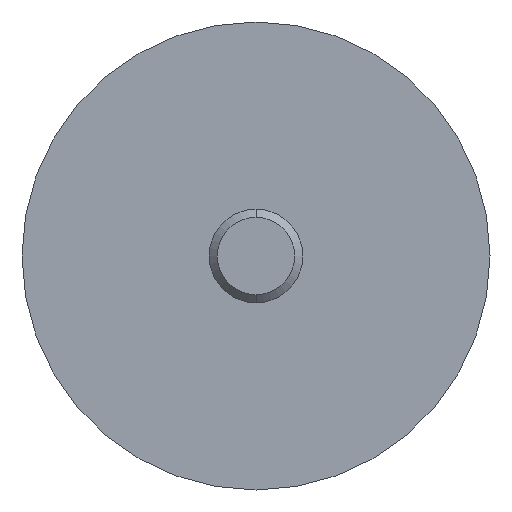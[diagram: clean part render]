
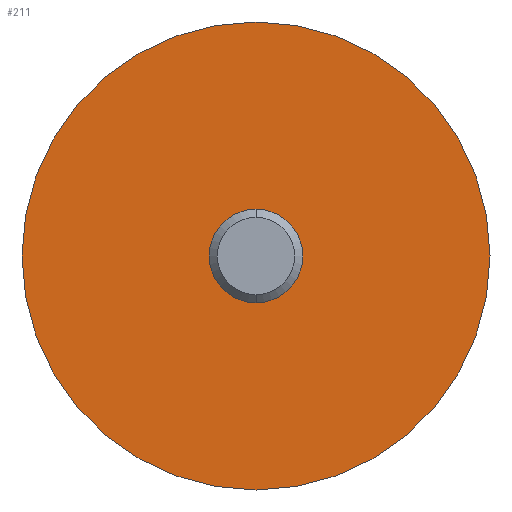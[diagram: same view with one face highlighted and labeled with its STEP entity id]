
A CAD part, front view. The second image highlights one B-rep face of the part: STEP entity #211.
In plain terms, the highlighted planar face has unit normal (0, -1, 0).
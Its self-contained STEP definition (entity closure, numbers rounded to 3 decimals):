
#8 = ORIENTED_EDGE ( 'NONE', *, *, #54, .F. ) ;
#23 = VERTEX_POINT ( 'NONE', #231 ) ;
#27 = VERTEX_POINT ( 'NONE', #40 ) ;
#33 = EDGE_LOOP ( 'NONE', ( #283, #8 ) ) ;
#37 = DIRECTION ( 'NONE',  ( 0., 0., 1. ) ) ;
#40 = CARTESIAN_POINT ( 'NONE',  ( 0., 0., 10. ) ) ;
#46 = DIRECTION ( 'NONE',  ( 0., 0., 1. ) ) ;
#49 = DIRECTION ( 'NONE',  ( 0., -1., 0. ) ) ;
#54 = EDGE_CURVE ( 'NONE', #27, #286, #224, .T. ) ;
#59 = DIRECTION ( 'NONE',  ( 0., 0., 1. ) ) ;
#60 = CARTESIAN_POINT ( 'NONE',  ( 0., 0., 0. ) ) ;
#77 = CIRCLE ( 'NONE', #172, 10. ) ;
#85 = CARTESIAN_POINT ( 'NONE',  ( 0., 0., -10. ) ) ;
#86 = PLANE ( 'NONE',  #94 ) ;
#94 = AXIS2_PLACEMENT_3D ( 'NONE', #111, #251, #59 ) ;
#101 = CARTESIAN_POINT ( 'NONE',  ( 0., 0., 0. ) ) ;
#104 = VERTEX_POINT ( 'NONE', #285 ) ;
#107 = EDGE_CURVE ( 'NONE', #104, #23, #183, .T. ) ;
#111 = CARTESIAN_POINT ( 'NONE',  ( 0., 0., 0. ) ) ;
#114 = EDGE_CURVE ( 'NONE', #23, #104, #116, .T. ) ;
#116 = CIRCLE ( 'NONE', #210, 2. ) ;
#118 = CARTESIAN_POINT ( 'NONE',  ( 0., 0., 0. ) ) ;
#147 = EDGE_CURVE ( 'NONE', #286, #27, #77, .T. ) ;
#152 = DIRECTION ( 'NONE',  ( 0., -1., 0. ) ) ;
#172 = AXIS2_PLACEMENT_3D ( 'NONE', #60, #204, #37 ) ;
#183 = CIRCLE ( 'NONE', #235, 2. ) ;
#187 = FACE_OUTER_BOUND ( 'NONE', #33, .T. ) ;
#194 = DIRECTION ( 'NONE',  ( 0., 0., -1. ) ) ;
#204 = DIRECTION ( 'NONE',  ( 0., 1., 0. ) ) ;
#210 = AXIS2_PLACEMENT_3D ( 'NONE', #219, #49, #194 ) ;
#211 = ADVANCED_FACE ( 'NONE', ( #260, #187 ), #86, .F. ) ;
#216 = ORIENTED_EDGE ( 'NONE', *, *, #107, .F. ) ;
#219 = CARTESIAN_POINT ( 'NONE',  ( 0., 0., 0. ) ) ;
#224 = CIRCLE ( 'NONE', #225, 10. ) ;
#225 = AXIS2_PLACEMENT_3D ( 'NONE', #118, #254, #46 ) ;
#231 = CARTESIAN_POINT ( 'NONE',  ( 0., 0., 2. ) ) ;
#235 = AXIS2_PLACEMENT_3D ( 'NONE', #101, #152, #265 ) ;
#251 = DIRECTION ( 'NONE',  ( 0., 1., 0. ) ) ;
#254 = DIRECTION ( 'NONE',  ( 0., 1., 0. ) ) ;
#260 = FACE_BOUND ( 'NONE', #303, .T. ) ;
#265 = DIRECTION ( 'NONE',  ( 0., 0., -1. ) ) ;
#278 = ORIENTED_EDGE ( 'NONE', *, *, #114, .F. ) ;
#283 = ORIENTED_EDGE ( 'NONE', *, *, #147, .F. ) ;
#285 = CARTESIAN_POINT ( 'NONE',  ( 0., 0., -2. ) ) ;
#286 = VERTEX_POINT ( 'NONE', #85 ) ;
#303 = EDGE_LOOP ( 'NONE', ( #278, #216 ) ) ;
